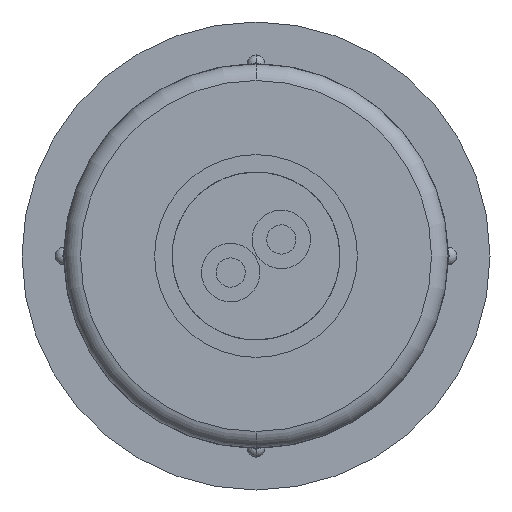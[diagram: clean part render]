
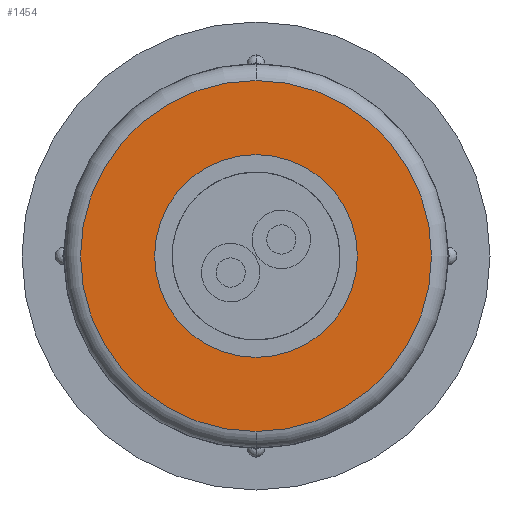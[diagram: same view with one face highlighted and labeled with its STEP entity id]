
A CAD part, front view. The second image highlights one B-rep face of the part: STEP entity #1454.
In plain terms, the highlighted planar face has unit normal (0, -1, 0).
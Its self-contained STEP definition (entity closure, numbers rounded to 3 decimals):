
#3 = EDGE_CURVE ( 'NONE', #2024, #372, #1941, .T. ) ;
#26 = DIRECTION ( 'NONE',  ( 0., 0., -1. ) ) ;
#48 = EDGE_LOOP ( 'NONE', ( #514, #782 ) ) ;
#154 = CARTESIAN_POINT ( 'NONE',  ( 0., 0., 0. ) ) ;
#167 = AXIS2_PLACEMENT_3D ( 'NONE', #1891, #945, #777 ) ;
#190 = EDGE_CURVE ( 'NONE', #329, #719, #592, .T. ) ;
#218 = DIRECTION ( 'NONE',  ( 0., 1., 0. ) ) ;
#228 = DIRECTION ( 'NONE',  ( 0., 0., 1. ) ) ;
#243 = ORIENTED_EDGE ( 'NONE', *, *, #1087, .T. ) ;
#329 = VERTEX_POINT ( 'NONE', #610 ) ;
#372 = VERTEX_POINT ( 'NONE', #1938 ) ;
#434 = AXIS2_PLACEMENT_3D ( 'NONE', #452, #983, #1013 ) ;
#452 = CARTESIAN_POINT ( 'NONE',  ( 0., 0., 0. ) ) ;
#514 = ORIENTED_EDGE ( 'NONE', *, *, #2405, .F. ) ;
#592 = CIRCLE ( 'NONE', #1825, 4.5 ) ;
#610 = CARTESIAN_POINT ( 'NONE',  ( 0., 0., -4.5 ) ) ;
#615 = CARTESIAN_POINT ( 'NONE',  ( -4.5, 0., 0. ) ) ;
#719 = VERTEX_POINT ( 'NONE', #1032 ) ;
#736 = DIRECTION ( 'NONE',  ( 0., 0., -1. ) ) ;
#777 = DIRECTION ( 'NONE',  ( 0., 0., -1. ) ) ;
#782 = ORIENTED_EDGE ( 'NONE', *, *, #3, .F. ) ;
#803 = FACE_BOUND ( 'NONE', #48, .T. ) ;
#819 = DIRECTION ( 'NONE',  ( 0., -1., 0. ) ) ;
#910 = DIRECTION ( 'NONE',  ( 0., -1., 0. ) ) ;
#942 = CARTESIAN_POINT ( 'NONE',  ( 0., 0., 2.601 ) ) ;
#945 = DIRECTION ( 'NONE',  ( 0., -1., 0. ) ) ;
#983 = DIRECTION ( 'NONE',  ( 0., -1., 0. ) ) ;
#993 = CIRCLE ( 'NONE', #434, 2.601 ) ;
#1013 = DIRECTION ( 'NONE',  ( 0., 0., -1. ) ) ;
#1032 = CARTESIAN_POINT ( 'NONE',  ( 0., 0., 4.5 ) ) ;
#1087 = EDGE_CURVE ( 'NONE', #719, #329, #1522, .T. ) ;
#1169 = FACE_OUTER_BOUND ( 'NONE', #2141, .T. ) ;
#1454 = ADVANCED_FACE ( 'NONE', ( #803, #1169 ), #2309, .F. ) ;
#1463 = AXIS2_PLACEMENT_3D ( 'NONE', #615, #218, #228 ) ;
#1522 = CIRCLE ( 'NONE', #1632, 4.5 ) ;
#1632 = AXIS2_PLACEMENT_3D ( 'NONE', #154, #910, #736 ) ;
#1728 = CARTESIAN_POINT ( 'NONE',  ( 0., 0., 0. ) ) ;
#1757 = ORIENTED_EDGE ( 'NONE', *, *, #190, .T. ) ;
#1825 = AXIS2_PLACEMENT_3D ( 'NONE', #1728, #819, #26 ) ;
#1891 = CARTESIAN_POINT ( 'NONE',  ( 0., 0., 0. ) ) ;
#1938 = CARTESIAN_POINT ( 'NONE',  ( 0., 0., -2.601 ) ) ;
#1941 = CIRCLE ( 'NONE', #167, 2.601 ) ;
#2024 = VERTEX_POINT ( 'NONE', #942 ) ;
#2141 = EDGE_LOOP ( 'NONE', ( #1757, #243 ) ) ;
#2309 = PLANE ( 'NONE',  #1463 ) ;
#2405 = EDGE_CURVE ( 'NONE', #372, #2024, #993, .T. ) ;
